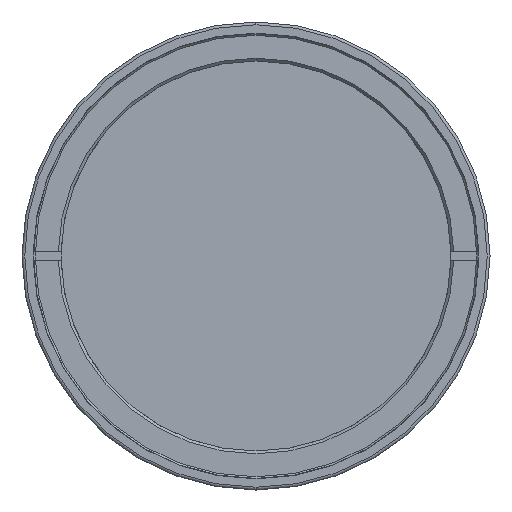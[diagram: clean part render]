
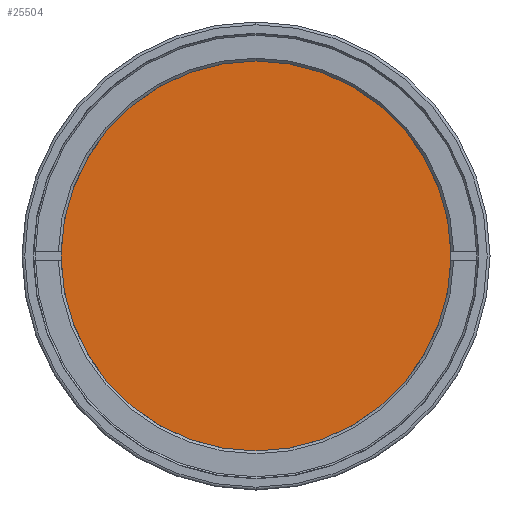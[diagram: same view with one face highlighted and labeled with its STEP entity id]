
A CAD part, left-side view. The second image highlights one B-rep face of the part: STEP entity #25504.
In plain terms, the highlighted planar face has unit normal (-1, 0, 0).
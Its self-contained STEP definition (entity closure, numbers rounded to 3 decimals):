
#2103 = CARTESIAN_POINT ( 'NONE',  ( 0., 0., 36.3 ) ) ;
#3143 = PLANE ( 'NONE',  #40888 ) ;
#3775 = CARTESIAN_POINT ( 'NONE',  ( 0., 35., 0. ) ) ;
#4372 = DIRECTION ( 'NONE',  ( 0., 0., 1. ) ) ;
#6735 = VERTEX_POINT ( 'NONE', #2103 ) ;
#7378 = DIRECTION ( 'NONE',  ( 0., 0., -1. ) ) ;
#7888 = VECTOR ( 'NONE', #34146, 1000. ) ;
#8463 = VERTEX_POINT ( 'NONE', #27086 ) ;
#9372 = VECTOR ( 'NONE', #27859, 1000. ) ;
#11947 = VERTEX_POINT ( 'NONE', #36647 ) ;
#12183 = EDGE_CURVE ( 'NONE', #12229, #38054, #13632, .T. ) ;
#12229 = VERTEX_POINT ( 'NONE', #3775 ) ;
#12947 = DIRECTION ( 'NONE',  ( 1., 0., 0. ) ) ;
#13632 = LINE ( 'NONE', #39735, #36686 ) ;
#15075 = EDGE_CURVE ( 'NONE', #6735, #11947, #28767, .T. ) ;
#19207 = DIRECTION ( 'NONE',  ( 0., 0., 1. ) ) ;
#19237 = AXIS2_PLACEMENT_3D ( 'NONE', #32119, #23111, #36174 ) ;
#19427 = FACE_OUTER_BOUND ( 'NONE', #26518, .T. ) ;
#20003 = EDGE_CURVE ( 'NONE', #38054, #31076, #34771, .T. ) ;
#21230 = LINE ( 'NONE', #34292, #9372 ) ;
#21781 = ORIENTED_EDGE ( 'NONE', *, *, #39043, .F. ) ;
#22781 = ORIENTED_EDGE ( 'NONE', *, *, #20003, .T. ) ;
#23111 = DIRECTION ( 'NONE',  ( 1., 0., 0. ) ) ;
#24072 = LINE ( 'NONE', #37123, #40878 ) ;
#24457 = EDGE_CURVE ( 'NONE', #12229, #8463, #21230, .T. ) ;
#25504 = ADVANCED_FACE ( 'NONE', ( #19427, #32495 ), #3143, .T. ) ;
#26215 = CARTESIAN_POINT ( 'NONE',  ( 0., 0., 0. ) ) ;
#26503 = CARTESIAN_POINT ( 'NONE',  ( 0., -35., 0. ) ) ;
#26518 = EDGE_LOOP ( 'NONE', ( #21781, #40192 ) ) ;
#27086 = CARTESIAN_POINT ( 'NONE',  ( 0., -35., 0. ) ) ;
#27859 = DIRECTION ( 'NONE',  ( 0., -1., 0. ) ) ;
#28767 = CIRCLE ( 'NONE', #29450, 36.3 ) ;
#28801 = EDGE_CURVE ( 'NONE', #8463, #31076, #24072, .T. ) ;
#28869 = CARTESIAN_POINT ( 'NONE',  ( 0., 36.3, 0. ) ) ;
#29450 = AXIS2_PLACEMENT_3D ( 'NONE', #26215, #12947, #7378 ) ;
#31076 = VERTEX_POINT ( 'NONE', #26503 ) ;
#31569 = CARTESIAN_POINT ( 'NONE',  ( 0., 35., 0. ) ) ;
#32119 = CARTESIAN_POINT ( 'NONE',  ( 0., 0., 0. ) ) ;
#32335 = ORIENTED_EDGE ( 'NONE', *, *, #24457, .F. ) ;
#32428 = EDGE_LOOP ( 'NONE', ( #40006, #32335, #38952, #22781 ) ) ;
#32495 = FACE_BOUND ( 'NONE', #32428, .T. ) ;
#32722 = CARTESIAN_POINT ( 'NONE',  ( 0., 35., 0. ) ) ;
#34146 = DIRECTION ( 'NONE',  ( 0., -1., 0. ) ) ;
#34292 = CARTESIAN_POINT ( 'NONE',  ( 0., 35., 0. ) ) ;
#34771 = LINE ( 'NONE', #31569, #7888 ) ;
#36174 = DIRECTION ( 'NONE',  ( 0., 0., -1. ) ) ;
#36647 = CARTESIAN_POINT ( 'NONE',  ( 0., 0., -36.3 ) ) ;
#36686 = VECTOR ( 'NONE', #39942, 1000. ) ;
#37123 = CARTESIAN_POINT ( 'NONE',  ( 0., -35., 0. ) ) ;
#38054 = VERTEX_POINT ( 'NONE', #32722 ) ;
#38407 = CIRCLE ( 'NONE', #19237, 36.3 ) ;
#38952 = ORIENTED_EDGE ( 'NONE', *, *, #12183, .T. ) ;
#39043 = EDGE_CURVE ( 'NONE', #11947, #6735, #38407, .T. ) ;
#39735 = CARTESIAN_POINT ( 'NONE',  ( 0., 35., 0. ) ) ;
#39942 = DIRECTION ( 'NONE',  ( 0., 0., 1. ) ) ;
#40006 = ORIENTED_EDGE ( 'NONE', *, *, #28801, .F. ) ;
#40192 = ORIENTED_EDGE ( 'NONE', *, *, #15075, .F. ) ;
#40878 = VECTOR ( 'NONE', #4372, 1000. ) ;
#40888 = AXIS2_PLACEMENT_3D ( 'NONE', #28869, #42112, #19207 ) ;
#42112 = DIRECTION ( 'NONE',  ( -1., 0., 0. ) ) ;
